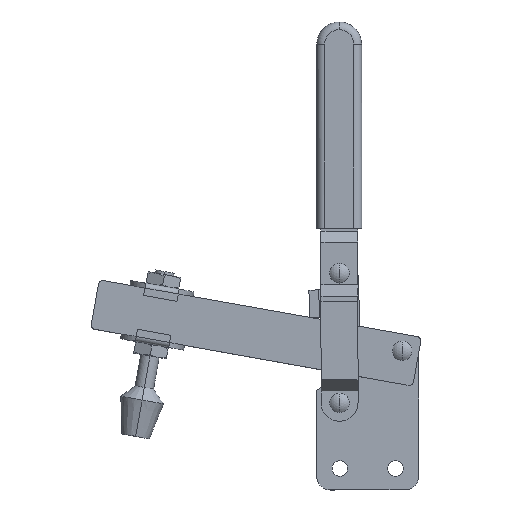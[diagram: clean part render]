
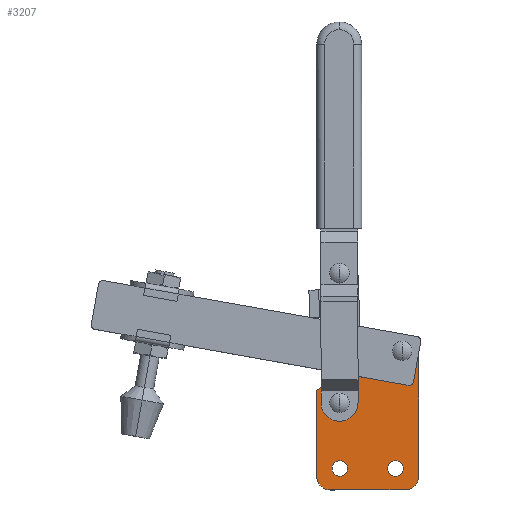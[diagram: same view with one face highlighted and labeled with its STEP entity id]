
A CAD part, top view. The second image highlights one B-rep face of the part: STEP entity #3207.
In plain terms, the highlighted planar face has unit normal (0, 0, 1).
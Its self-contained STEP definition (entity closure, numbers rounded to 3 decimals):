
#32 = CARTESIAN_POINT ( 'NONE',  ( 45.4, -12.39, 5. ) ) ;
#113 = VERTEX_POINT ( 'NONE', #1851 ) ;
#163 = CIRCLE ( 'NONE', #7983, 2. ) ;
#209 = EDGE_LOOP ( 'NONE', ( #4835, #8823 ) ) ;
#399 = CARTESIAN_POINT ( 'NONE',  ( 45.9, 52.1, 5. ) ) ;
#461 = DIRECTION ( 'NONE',  ( -0.819, -0.574, 0. ) ) ;
#719 = CIRCLE ( 'NONE', #5934, 4. ) ;
#837 = CARTESIAN_POINT ( 'NONE',  ( 43.9, 52.1, 5. ) ) ;
#866 = CARTESIAN_POINT ( 'NONE',  ( 52.4, 52.1, 5. ) ) ;
#1114 = VERTEX_POINT ( 'NONE', #1776 ) ;
#1137 = DIRECTION ( 'NONE',  ( 1., 0., 0. ) ) ;
#1143 = CIRCLE ( 'NONE', #6142, 4. ) ;
#1356 = CARTESIAN_POINT ( 'NONE',  ( 3.838, 34.425, 5. ) ) ;
#1684 = DIRECTION ( 'NONE',  ( 1., 0., 0. ) ) ;
#1760 = AXIS2_PLACEMENT_3D ( 'NONE', #5681, #4853, #3999 ) ;
#1776 = CARTESIAN_POINT ( 'NONE',  ( 41.9, 52.1, 5. ) ) ;
#1851 = CARTESIAN_POINT ( 'NONE',  ( 15.9, -8.29, 5. ) ) ;
#1999 = ORIENTED_EDGE ( 'NONE', *, *, #8488, .T. ) ;
#2037 = CARTESIAN_POINT ( 'NONE',  ( 7., -19.39, 5. ) ) ;
#2153 = EDGE_CURVE ( 'NONE', #10389, #113, #1143, .T. ) ;
#2313 = CIRCLE ( 'NONE', #8786, 8.5 ) ;
#2360 = VERTEX_POINT ( 'NONE', #4236 ) ;
#2522 = DIRECTION ( 'NONE',  ( 1., 0., 0. ) ) ;
#2541 = FACE_BOUND ( 'NONE', #209, .T. ) ;
#2558 = EDGE_CURVE ( 'NONE', #5206, #3046, #7808, .T. ) ;
#2606 = CARTESIAN_POINT ( 'NONE',  ( 45.4, -19.39, 5. ) ) ;
#2620 = DIRECTION ( 'NONE',  ( 1., 0., 0. ) ) ;
#2746 = ORIENTED_EDGE ( 'NONE', *, *, #4304, .T. ) ;
#2772 = VERTEX_POINT ( 'NONE', #6895 ) ;
#2778 = ORIENTED_EDGE ( 'NONE', *, *, #2558, .T. ) ;
#2780 = EDGE_CURVE ( 'NONE', #7420, #2772, #8286, .T. ) ;
#2781 = EDGE_LOOP ( 'NONE', ( #7960, #9843 ) ) ;
#2795 = ORIENTED_EDGE ( 'NONE', *, *, #5180, .F. ) ;
#2964 = CARTESIAN_POINT ( 'NONE',  ( 36.5, -8.29, 5. ) ) ;
#3046 = VERTEX_POINT ( 'NONE', #2037 ) ;
#3074 = DIRECTION ( 'NONE',  ( 0., 0., 1. ) ) ;
#3207 = ADVANCED_FACE ( 'NONE', ( #6894, #2541, #6639, #5514, #4511 ), #7115, .T. ) ;
#3224 = EDGE_CURVE ( 'NONE', #10560, #6059, #4250, .T. ) ;
#3262 = CARTESIAN_POINT ( 'NONE',  ( 40.5, -8.29, 5. ) ) ;
#3501 = CARTESIAN_POINT ( 'NONE',  ( 0., 31.737, 5. ) ) ;
#3620 = DIRECTION ( 'NONE',  ( 0., 0., 1. ) ) ;
#3790 = CARTESIAN_POINT ( 'NONE',  ( 52.4, -12.39, 5. ) ) ;
#3803 = ORIENTED_EDGE ( 'NONE', *, *, #4517, .F. ) ;
#3987 = CIRCLE ( 'NONE', #6846, 7. ) ;
#3999 = DIRECTION ( 'NONE',  ( 1., 0., 0. ) ) ;
#4031 = ORIENTED_EDGE ( 'NONE', *, *, #5419, .T. ) ;
#4065 = DIRECTION ( 'NONE',  ( 0., 0., 1. ) ) ;
#4106 = DIRECTION ( 'NONE',  ( 1., 0., 0. ) ) ;
#4200 = DIRECTION ( 'NONE',  ( 1., 0., 0. ) ) ;
#4236 = CARTESIAN_POINT ( 'NONE',  ( 39.025, 59.063, 5. ) ) ;
#4250 = CIRCLE ( 'NONE', #7652, 2. ) ;
#4279 = DIRECTION ( 'NONE',  ( 0., 0., 1. ) ) ;
#4304 = EDGE_CURVE ( 'NONE', #2360, #6827, #10242, .T. ) ;
#4314 = DIRECTION ( 'NONE',  ( 0., 0., 1. ) ) ;
#4427 = DIRECTION ( 'NONE',  ( 0., 0., 1. ) ) ;
#4511 = FACE_OUTER_BOUND ( 'NONE', #6525, .T. ) ;
#4517 = EDGE_CURVE ( 'NONE', #6541, #1114, #7403, .T. ) ;
#4580 = VECTOR ( 'NONE', #5853, 1000. ) ;
#4602 = CARTESIAN_POINT ( 'NONE',  ( 13.7, 25.4, 5. ) ) ;
#4676 = EDGE_LOOP ( 'NONE', ( #7414, #2795 ) ) ;
#4684 = DIRECTION ( 'NONE',  ( 1., 0., 0. ) ) ;
#4835 = ORIENTED_EDGE ( 'NONE', *, *, #2153, .F. ) ;
#4853 = DIRECTION ( 'NONE',  ( 0., 0., 1. ) ) ;
#4872 = CARTESIAN_POINT ( 'NONE',  ( 43.9, 52.1, 5. ) ) ;
#4906 = VERTEX_POINT ( 'NONE', #5809 ) ;
#5056 = CARTESIAN_POINT ( 'NONE',  ( 0., -12.39, 5. ) ) ;
#5180 = EDGE_CURVE ( 'NONE', #6059, #10560, #163, .T. ) ;
#5206 = VERTEX_POINT ( 'NONE', #9810 ) ;
#5255 = DIRECTION ( 'NONE',  ( 0., 0., 1. ) ) ;
#5419 = EDGE_CURVE ( 'NONE', #3046, #4906, #5989, .T. ) ;
#5468 = EDGE_LOOP ( 'NONE', ( #6717, #3803 ) ) ;
#5509 = CARTESIAN_POINT ( 'NONE',  ( 11.7, 25.4, 5. ) ) ;
#5514 = FACE_BOUND ( 'NONE', #5468, .T. ) ;
#5559 = DIRECTION ( 'NONE',  ( 0., 0., 1. ) ) ;
#5567 = ORIENTED_EDGE ( 'NONE', *, *, #10322, .T. ) ;
#5675 = EDGE_CURVE ( 'NONE', #4906, #10435, #3987, .T. ) ;
#5681 = CARTESIAN_POINT ( 'NONE',  ( 40.5, -8.29, 5. ) ) ;
#5809 = CARTESIAN_POINT ( 'NONE',  ( 45.4, -19.39, 5. ) ) ;
#5853 = DIRECTION ( 'NONE',  ( 0., -1., 0. ) ) ;
#5902 = VECTOR ( 'NONE', #461, 1000. ) ;
#5934 = AXIS2_PLACEMENT_3D ( 'NONE', #9136, #4314, #9963 ) ;
#5989 = LINE ( 'NONE', #2606, #10068 ) ;
#6029 = LINE ( 'NONE', #7899, #10370 ) ;
#6059 = VERTEX_POINT ( 'NONE', #4602 ) ;
#6142 = AXIS2_PLACEMENT_3D ( 'NONE', #8294, #5255, #4200 ) ;
#6188 = DIRECTION ( 'NONE',  ( 1., 0., 0. ) ) ;
#6433 = AXIS2_PLACEMENT_3D ( 'NONE', #8782, #6754, #9105 ) ;
#6525 = EDGE_LOOP ( 'NONE', ( #5567, #2746, #1999, #2778, #4031, #6951, #7509 ) ) ;
#6541 = VERTEX_POINT ( 'NONE', #399 ) ;
#6620 = DIRECTION ( 'NONE',  ( 0., 0., 1. ) ) ;
#6639 = FACE_BOUND ( 'NONE', #2781, .T. ) ;
#6717 = ORIENTED_EDGE ( 'NONE', *, *, #7767, .F. ) ;
#6754 = DIRECTION ( 'NONE',  ( 0., 0., 1. ) ) ;
#6777 = EDGE_CURVE ( 'NONE', #2772, #7420, #7366, .T. ) ;
#6827 = VERTEX_POINT ( 'NONE', #3501 ) ;
#6846 = AXIS2_PLACEMENT_3D ( 'NONE', #32, #4279, #2620 ) ;
#6894 = FACE_BOUND ( 'NONE', #4676, .T. ) ;
#6895 = CARTESIAN_POINT ( 'NONE',  ( 44.5, -8.29, 5. ) ) ;
#6951 = ORIENTED_EDGE ( 'NONE', *, *, #5675, .T. ) ;
#7063 = DIRECTION ( 'NONE',  ( 0., 1., 0. ) ) ;
#7115 = PLANE ( 'NONE',  #7116 ) ;
#7116 = AXIS2_PLACEMENT_3D ( 'NONE', #4872, #3620, #6188 ) ;
#7366 = CIRCLE ( 'NONE', #1760, 4. ) ;
#7403 = CIRCLE ( 'NONE', #6433, 2. ) ;
#7414 = ORIENTED_EDGE ( 'NONE', *, *, #3224, .F. ) ;
#7420 = VERTEX_POINT ( 'NONE', #2964 ) ;
#7509 = ORIENTED_EDGE ( 'NONE', *, *, #9595, .T. ) ;
#7652 = AXIS2_PLACEMENT_3D ( 'NONE', #9933, #5559, #9949 ) ;
#7767 = EDGE_CURVE ( 'NONE', #1114, #6541, #8353, .T. ) ;
#7808 = CIRCLE ( 'NONE', #7904, 7. ) ;
#7899 = CARTESIAN_POINT ( 'NONE',  ( 52.4, 52.1, 5. ) ) ;
#7904 = AXIS2_PLACEMENT_3D ( 'NONE', #9777, #3074, #1137 ) ;
#7960 = ORIENTED_EDGE ( 'NONE', *, *, #2780, .F. ) ;
#7983 = AXIS2_PLACEMENT_3D ( 'NONE', #5509, #4065, #4106 ) ;
#8177 = CARTESIAN_POINT ( 'NONE',  ( 9.7, 25.4, 5. ) ) ;
#8242 = DIRECTION ( 'NONE',  ( 0., 0., 1. ) ) ;
#8286 = CIRCLE ( 'NONE', #9894, 4. ) ;
#8294 = CARTESIAN_POINT ( 'NONE',  ( 11.9, -8.29, 5. ) ) ;
#8336 = LINE ( 'NONE', #5056, #4580 ) ;
#8353 = CIRCLE ( 'NONE', #9308, 2. ) ;
#8445 = VERTEX_POINT ( 'NONE', #866 ) ;
#8488 = EDGE_CURVE ( 'NONE', #6827, #5206, #8336, .T. ) ;
#8782 = CARTESIAN_POINT ( 'NONE',  ( 43.9, 52.1, 5. ) ) ;
#8786 = AXIS2_PLACEMENT_3D ( 'NONE', #9240, #4427, #10078 ) ;
#8823 = ORIENTED_EDGE ( 'NONE', *, *, #9907, .F. ) ;
#9105 = DIRECTION ( 'NONE',  ( 1., 0., 0. ) ) ;
#9136 = CARTESIAN_POINT ( 'NONE',  ( 11.9, -8.29, 5. ) ) ;
#9240 = CARTESIAN_POINT ( 'NONE',  ( 43.9, 52.1, 5. ) ) ;
#9308 = AXIS2_PLACEMENT_3D ( 'NONE', #837, #6620, #1684 ) ;
#9315 = CARTESIAN_POINT ( 'NONE',  ( 7.9, -8.29, 5. ) ) ;
#9595 = EDGE_CURVE ( 'NONE', #10435, #8445, #6029, .T. ) ;
#9777 = CARTESIAN_POINT ( 'NONE',  ( 7., -12.39, 5. ) ) ;
#9810 = CARTESIAN_POINT ( 'NONE',  ( 0., -12.39, 5. ) ) ;
#9843 = ORIENTED_EDGE ( 'NONE', *, *, #6777, .F. ) ;
#9894 = AXIS2_PLACEMENT_3D ( 'NONE', #3262, #8242, #4684 ) ;
#9907 = EDGE_CURVE ( 'NONE', #113, #10389, #719, .T. ) ;
#9933 = CARTESIAN_POINT ( 'NONE',  ( 11.7, 25.4, 5. ) ) ;
#9949 = DIRECTION ( 'NONE',  ( 1., 0., 0. ) ) ;
#9963 = DIRECTION ( 'NONE',  ( 1., 0., 0. ) ) ;
#10068 = VECTOR ( 'NONE', #2522, 1000. ) ;
#10078 = DIRECTION ( 'NONE',  ( 1., 0., 0. ) ) ;
#10242 = LINE ( 'NONE', #1356, #5902 ) ;
#10322 = EDGE_CURVE ( 'NONE', #8445, #2360, #2313, .T. ) ;
#10370 = VECTOR ( 'NONE', #7063, 1000. ) ;
#10389 = VERTEX_POINT ( 'NONE', #9315 ) ;
#10435 = VERTEX_POINT ( 'NONE', #3790 ) ;
#10560 = VERTEX_POINT ( 'NONE', #8177 ) ;
